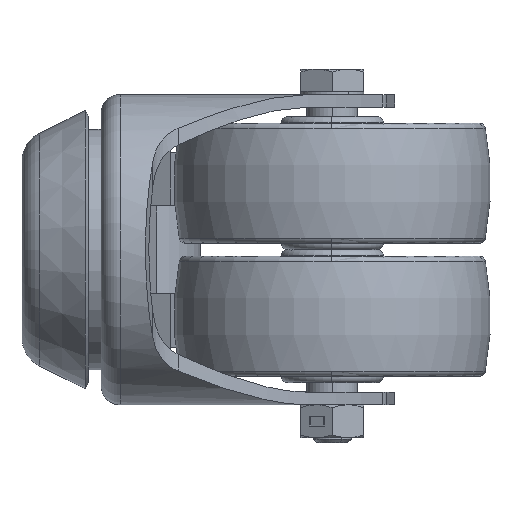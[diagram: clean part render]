
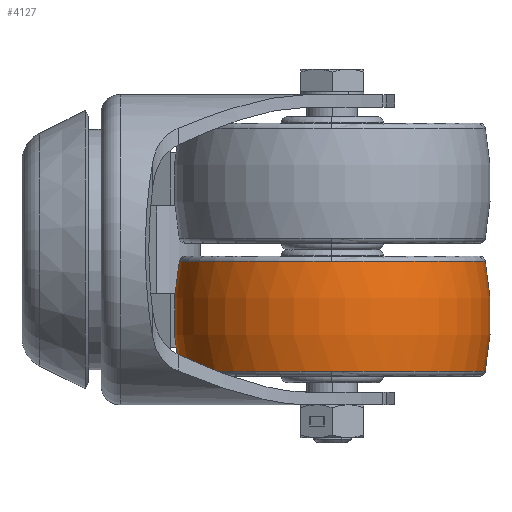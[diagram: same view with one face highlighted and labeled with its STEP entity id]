
A CAD part, left-side view. The second image highlights one B-rep face of the part: STEP entity #4127.
In plain terms, the highlighted toroidal (fillet/blend) face has major radius 20.625 mm and minor radius 45.625 mm.
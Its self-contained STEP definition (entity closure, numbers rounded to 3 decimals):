
#233 = CARTESIAN_POINT ( 'NONE',  ( 24., 34.665, -1.81 ) ) ;
#267 = DIRECTION ( 'NONE',  ( 0., 0., 1. ) ) ;
#314 = CARTESIAN_POINT ( 'NONE',  ( 24., 10.5, -19.19 ) ) ;
#319 = DIRECTION ( 'NONE',  ( -1., 0., 0. ) ) ;
#349 = DIRECTION ( 'NONE',  ( -1., 0., 0. ) ) ;
#504 = EDGE_LOOP ( 'NONE', ( #10706, #1531, #10293, #7554, #8442, #6712, #4202, #2240, #9131, #10790 ) ) ;
#513 = AXIS2_PLACEMENT_3D ( 'NONE', #9550, #8855, #2035 ) ;
#586 = CARTESIAN_POINT ( 'NONE',  ( 24., -13.665, -19.19 ) ) ;
#668 = CIRCLE ( 'NONE', #6172, 24.165 ) ;
#677 = TOROIDAL_SURFACE ( 'NONE', #513, -20.625, 45.625 ) ;
#747 = EDGE_CURVE ( 'NONE', #9056, #1895, #2735, .T. ) ;
#755 = CIRCLE ( 'NONE', #2562, 24.165 ) ;
#960 = FACE_OUTER_BOUND ( 'NONE', #504, .T. ) ;
#972 = DIRECTION ( 'NONE',  ( -1., 0.006, 0. ) ) ;
#1098 = DIRECTION ( 'NONE',  ( 1., 0., 0. ) ) ;
#1135 = AXIS2_PLACEMENT_3D ( 'NONE', #6478, #7452, #3167 ) ;
#1362 = CARTESIAN_POINT ( 'NONE',  ( -0.164, 10.656, -1.81 ) ) ;
#1503 = EDGE_CURVE ( 'NONE', #1579, #10394, #3117, .T. ) ;
#1531 = ORIENTED_EDGE ( 'NONE', *, *, #747, .T. ) ;
#1579 = VERTEX_POINT ( 'NONE', #7674 ) ;
#1895 = VERTEX_POINT ( 'NONE', #7176 ) ;
#2035 = DIRECTION ( 'NONE',  ( 0., -1., 0. ) ) ;
#2103 = CARTESIAN_POINT ( 'NONE',  ( 24., 10.5, -19.19 ) ) ;
#2240 = ORIENTED_EDGE ( 'NONE', *, *, #3983, .F. ) ;
#2562 = AXIS2_PLACEMENT_3D ( 'NONE', #3640, #267, #1098 ) ;
#2735 = CIRCLE ( 'NONE', #10355, 45.625 ) ;
#2809 = CARTESIAN_POINT ( 'NONE',  ( 24., -13.665, -1.81 ) ) ;
#2815 = CARTESIAN_POINT ( 'NONE',  ( 24., -10.125, -10.5 ) ) ;
#2978 = DIRECTION ( 'NONE',  ( -1., 0.006, 0. ) ) ;
#3085 = DIRECTION ( 'NONE',  ( 1., -0.004, 0. ) ) ;
#3117 = CIRCLE ( 'NONE', #3855, 24.165 ) ;
#3167 = DIRECTION ( 'NONE',  ( -1., 0.004, 0. ) ) ;
#3274 = CARTESIAN_POINT ( 'NONE',  ( 24., 10.5, -19.19 ) ) ;
#3304 = DIRECTION ( 'NONE',  ( 0., 0., -1. ) ) ;
#3609 = VERTEX_POINT ( 'NONE', #6123 ) ;
#3640 = CARTESIAN_POINT ( 'NONE',  ( 24., 10.5, -1.81 ) ) ;
#3765 = DIRECTION ( 'NONE',  ( 0., 0., -1. ) ) ;
#3839 = CIRCLE ( 'NONE', #6370, 24.165 ) ;
#3855 = AXIS2_PLACEMENT_3D ( 'NONE', #3274, #5805, #9306 ) ;
#3972 = CARTESIAN_POINT ( 'NONE',  ( -0.164, 10.605, -19.19 ) ) ;
#3983 = EDGE_CURVE ( 'NONE', #3609, #7570, #9202, .T. ) ;
#4127 = ADVANCED_FACE ( 'NONE', ( #960 ), #677, .T. ) ;
#4186 = EDGE_CURVE ( 'NONE', #6718, #1579, #668, .T. ) ;
#4202 = ORIENTED_EDGE ( 'NONE', *, *, #8184, .F. ) ;
#5026 = CARTESIAN_POINT ( 'NONE',  ( 24., 10.5, -1.81 ) ) ;
#5055 = EDGE_CURVE ( 'NONE', #9056, #6747, #755, .T. ) ;
#5056 = DIRECTION ( 'NONE',  ( 0., 0., 1. ) ) ;
#5547 = CARTESIAN_POINT ( 'NONE',  ( 24., 10.5, -1.81 ) ) ;
#5805 = DIRECTION ( 'NONE',  ( 0., 0., -1. ) ) ;
#6123 = CARTESIAN_POINT ( 'NONE',  ( -0.165, 10.5, -1.81 ) ) ;
#6172 = AXIS2_PLACEMENT_3D ( 'NONE', #2103, #7260, #3085 ) ;
#6237 = AXIS2_PLACEMENT_3D ( 'NONE', #10996, #5056, #9314 ) ;
#6370 = AXIS2_PLACEMENT_3D ( 'NONE', #5547, #8293, #2978 ) ;
#6478 = CARTESIAN_POINT ( 'NONE',  ( 24., 10.5, -19.19 ) ) ;
#6508 = AXIS2_PLACEMENT_3D ( 'NONE', #314, #3765, #349 ) ;
#6712 = ORIENTED_EDGE ( 'NONE', *, *, #4186, .F. ) ;
#6718 = VERTEX_POINT ( 'NONE', #586 ) ;
#6747 = VERTEX_POINT ( 'NONE', #1362 ) ;
#6789 = DIRECTION ( 'NONE',  ( 0., 0., 1. ) ) ;
#6858 = EDGE_CURVE ( 'NONE', #7406, #3609, #9938, .T. ) ;
#7141 = EDGE_CURVE ( 'NONE', #6747, #7406, #3839, .T. ) ;
#7176 = CARTESIAN_POINT ( 'NONE',  ( 24., 34.665, -19.19 ) ) ;
#7260 = DIRECTION ( 'NONE',  ( 0., 0., -1. ) ) ;
#7406 = VERTEX_POINT ( 'NONE', #11150 ) ;
#7452 = DIRECTION ( 'NONE',  ( 0., 0., -1. ) ) ;
#7554 = ORIENTED_EDGE ( 'NONE', *, *, #7723, .F. ) ;
#7570 = VERTEX_POINT ( 'NONE', #2809 ) ;
#7674 = CARTESIAN_POINT ( 'NONE',  ( -0.165, 10.5, -19.19 ) ) ;
#7723 = EDGE_CURVE ( 'NONE', #10394, #9519, #9910, .T. ) ;
#8184 = EDGE_CURVE ( 'NONE', #7570, #6718, #9742, .T. ) ;
#8293 = DIRECTION ( 'NONE',  ( 0., 0., 1. ) ) ;
#8442 = ORIENTED_EDGE ( 'NONE', *, *, #1503, .F. ) ;
#8811 = DIRECTION ( 'NONE',  ( 0., -1., 0. ) ) ;
#8855 = DIRECTION ( 'NONE',  ( 0., 0., -1. ) ) ;
#9056 = VERTEX_POINT ( 'NONE', #233 ) ;
#9131 = ORIENTED_EDGE ( 'NONE', *, *, #6858, .F. ) ;
#9202 = CIRCLE ( 'NONE', #6237, 24.165 ) ;
#9205 = CIRCLE ( 'NONE', #1135, 24.165 ) ;
#9246 = EDGE_CURVE ( 'NONE', #9519, #1895, #9205, .T. ) ;
#9272 = CARTESIAN_POINT ( 'NONE',  ( 24., 31.125, -10.5 ) ) ;
#9306 = DIRECTION ( 'NONE',  ( -1., 0., 0. ) ) ;
#9314 = DIRECTION ( 'NONE',  ( -1., 0., 0. ) ) ;
#9326 = AXIS2_PLACEMENT_3D ( 'NONE', #5026, #6789, #972 ) ;
#9460 = CARTESIAN_POINT ( 'NONE',  ( -0.164, 10.606, -19.19 ) ) ;
#9519 = VERTEX_POINT ( 'NONE', #9460 ) ;
#9550 = CARTESIAN_POINT ( 'NONE',  ( 24., 10.5, -10.5 ) ) ;
#9742 = CIRCLE ( 'NONE', #10150, 45.625 ) ;
#9910 = CIRCLE ( 'NONE', #6508, 24.165 ) ;
#9938 = CIRCLE ( 'NONE', #9326, 24.165 ) ;
#10150 = AXIS2_PLACEMENT_3D ( 'NONE', #9272, #11074, #3304 ) ;
#10293 = ORIENTED_EDGE ( 'NONE', *, *, #9246, .F. ) ;
#10355 = AXIS2_PLACEMENT_3D ( 'NONE', #2815, #319, #8811 ) ;
#10394 = VERTEX_POINT ( 'NONE', #3972 ) ;
#10706 = ORIENTED_EDGE ( 'NONE', *, *, #5055, .F. ) ;
#10790 = ORIENTED_EDGE ( 'NONE', *, *, #7141, .F. ) ;
#10996 = CARTESIAN_POINT ( 'NONE',  ( 24., 10.5, -1.81 ) ) ;
#11074 = DIRECTION ( 'NONE',  ( 1., 0., 0. ) ) ;
#11150 = CARTESIAN_POINT ( 'NONE',  ( -0.164, 10.656, -1.81 ) ) ;
